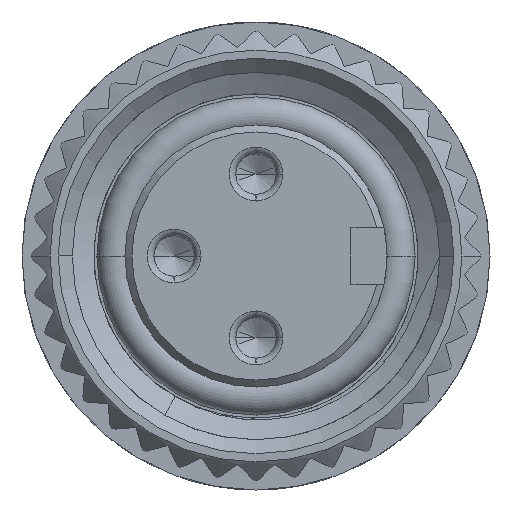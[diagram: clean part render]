
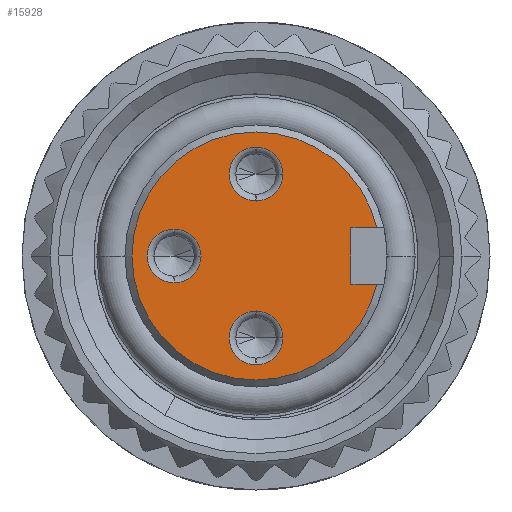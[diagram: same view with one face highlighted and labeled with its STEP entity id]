
A CAD part, front view. The second image highlights one B-rep face of the part: STEP entity #15928.
In plain terms, the highlighted planar face has unit normal (0, -1, 0).
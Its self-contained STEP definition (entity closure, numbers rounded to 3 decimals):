
#18=CARTESIAN_POINT('',(0.,-5.1,0.));
#19=DIRECTION('',(0.,1.,0.));
#20=DIRECTION('',(0.974,0.,-0.226));
#21=AXIS2_PLACEMENT_3D('',#18,#19,#20);
#23=CARTESIAN_POINT('',(0.,-5.1,0.));
#24=DIRECTION('',(0.,1.,0.));
#25=DIRECTION('',(0.,0.,-1.));
#26=AXIS2_PLACEMENT_3D('',#23,#24,#25);
#28=CARTESIAN_POINT('',(0.,-5.1,0.));
#29=DIRECTION('',(0.,1.,0.));
#30=DIRECTION('',(0.,0.,1.));
#31=AXIS2_PLACEMENT_3D('',#28,#29,#30);
#33=DIRECTION('',(1.,0.,0.));
#34=VECTOR('',#33,0.554);
#35=CARTESIAN_POINT('',(2.027,-5.1,-0.6));
#36=LINE('',#35,#34);
#37=CARTESIAN_POINT('',(-1.75,-5.1,0.));
#38=DIRECTION('',(0.,-1.,0.));
#39=DIRECTION('',(0.,0.,1.));
#40=AXIS2_PLACEMENT_3D('',#37,#38,#39);
#42=CARTESIAN_POINT('',(-1.75,-5.1,0.));
#43=DIRECTION('',(0.,-1.,0.));
#44=DIRECTION('',(0.,0.,-1.));
#45=AXIS2_PLACEMENT_3D('',#42,#43,#44);
#47=CARTESIAN_POINT('',(0.,-5.1,-1.75));
#48=DIRECTION('',(0.,-1.,0.));
#49=DIRECTION('',(0.,0.,1.));
#50=AXIS2_PLACEMENT_3D('',#47,#48,#49);
#52=CARTESIAN_POINT('',(0.,-5.1,-1.75));
#53=DIRECTION('',(0.,-1.,0.));
#54=DIRECTION('',(0.,0.,-1.));
#55=AXIS2_PLACEMENT_3D('',#52,#53,#54);
#57=CARTESIAN_POINT('',(0.,-5.1,1.75));
#58=DIRECTION('',(0.,-1.,0.));
#59=DIRECTION('',(0.,0.,1.));
#60=AXIS2_PLACEMENT_3D('',#57,#58,#59);
#62=CARTESIAN_POINT('',(0.,-5.1,1.75));
#63=DIRECTION('',(0.,-1.,0.));
#64=DIRECTION('',(0.,0.,-1.));
#65=AXIS2_PLACEMENT_3D('',#62,#63,#64);
#96=DIRECTION('',(0.,0.,1.));
#97=VECTOR('',#96,1.2);
#98=CARTESIAN_POINT('',(2.027,-5.1,-0.6));
#99=LINE('',#98,#97);
#108=DIRECTION('',(1.,0.,0.));
#109=VECTOR('',#108,0.554);
#110=CARTESIAN_POINT('',(2.027,-5.1,0.6));
#111=LINE('',#110,#109);
#13560=CARTESIAN_POINT('',(0.,-5.1,2.65));
#13561=CARTESIAN_POINT('',(2.581,-5.1,0.6));
#13562=VERTEX_POINT('',#13560);
#13563=VERTEX_POINT('',#13561);
#13564=CARTESIAN_POINT('',(0.,-5.1,-2.65));
#13565=VERTEX_POINT('',#13564);
#13566=CARTESIAN_POINT('',(2.581,-5.1,-0.6));
#13567=VERTEX_POINT('',#13566);
#13568=CARTESIAN_POINT('',(2.027,-5.1,0.6));
#13569=VERTEX_POINT('',#13568);
#13570=CARTESIAN_POINT('',(2.027,-5.1,-0.6));
#13571=VERTEX_POINT('',#13570);
#13572=CARTESIAN_POINT('',(-1.75,-5.1,0.575));
#13573=CARTESIAN_POINT('',(-1.75,-5.1,-0.575));
#13574=VERTEX_POINT('',#13572);
#13575=VERTEX_POINT('',#13573);
#13576=CARTESIAN_POINT('',(0.,-5.1,-1.175));
#13577=CARTESIAN_POINT('',(0.,-5.1,-2.325));
#13578=VERTEX_POINT('',#13576);
#13579=VERTEX_POINT('',#13577);
#13580=CARTESIAN_POINT('',(0.,-5.1,2.325));
#13581=CARTESIAN_POINT('',(0.,-5.1,1.175));
#13582=VERTEX_POINT('',#13580);
#13583=VERTEX_POINT('',#13581);
#15891=CARTESIAN_POINT('',(0.,-5.1,0.));
#15892=DIRECTION('',(0.,1.,0.));
#15893=DIRECTION('',(0.,0.,-1.));
#15894=AXIS2_PLACEMENT_3D('',#15891,#15892,#15893);
#15895=PLANE('',#15894);
#15897=ORIENTED_EDGE('',*,*,#15896,.T.);
#15899=ORIENTED_EDGE('',*,*,#15898,.T.);
#15901=ORIENTED_EDGE('',*,*,#15900,.T.);
#15903=ORIENTED_EDGE('',*,*,#15902,.F.);
#15905=ORIENTED_EDGE('',*,*,#15904,.F.);
#15907=ORIENTED_EDGE('',*,*,#15906,.T.);
#15908=EDGE_LOOP('',(#15897,#15899,#15901,#15903,#15905,#15907));
#15909=FACE_OUTER_BOUND('',#15908,.F.);
#15911=ORIENTED_EDGE('',*,*,#15910,.T.);
#15913=ORIENTED_EDGE('',*,*,#15912,.T.);
#15914=EDGE_LOOP('',(#15911,#15913));
#15915=FACE_BOUND('',#15914,.F.);
#15917=ORIENTED_EDGE('',*,*,#15916,.T.);
#15919=ORIENTED_EDGE('',*,*,#15918,.T.);
#15920=EDGE_LOOP('',(#15917,#15919));
#15921=FACE_BOUND('',#15920,.F.);
#15923=ORIENTED_EDGE('',*,*,#15922,.T.);
#15925=ORIENTED_EDGE('',*,*,#15924,.T.);
#15926=EDGE_LOOP('',(#15923,#15925));
#15927=FACE_BOUND('',#15926,.F.);
#22=CIRCLE('',#21,2.65);
#27=CIRCLE('',#26,2.65);
#32=CIRCLE('',#31,2.65);
#41=CIRCLE('',#40,0.575);
#46=CIRCLE('',#45,0.575);
#51=CIRCLE('',#50,0.575);
#56=CIRCLE('',#55,0.575);
#61=CIRCLE('',#60,0.575);
#66=CIRCLE('',#65,0.575);
#15896=EDGE_CURVE('',#13567,#13565,#22,.T.);
#15898=EDGE_CURVE('',#13565,#13562,#27,.T.);
#15900=EDGE_CURVE('',#13562,#13563,#32,.T.);
#15902=EDGE_CURVE('',#13569,#13563,#111,.T.);
#15904=EDGE_CURVE('',#13571,#13569,#99,.T.);
#15906=EDGE_CURVE('',#13571,#13567,#36,.T.);
#15910=EDGE_CURVE('',#13574,#13575,#41,.T.);
#15912=EDGE_CURVE('',#13575,#13574,#46,.T.);
#15916=EDGE_CURVE('',#13578,#13579,#51,.T.);
#15918=EDGE_CURVE('',#13579,#13578,#56,.T.);
#15922=EDGE_CURVE('',#13582,#13583,#61,.T.);
#15924=EDGE_CURVE('',#13583,#13582,#66,.T.);
#15928=ADVANCED_FACE('',(#15909,#15915,#15921,#15927),#15895,.F.);
